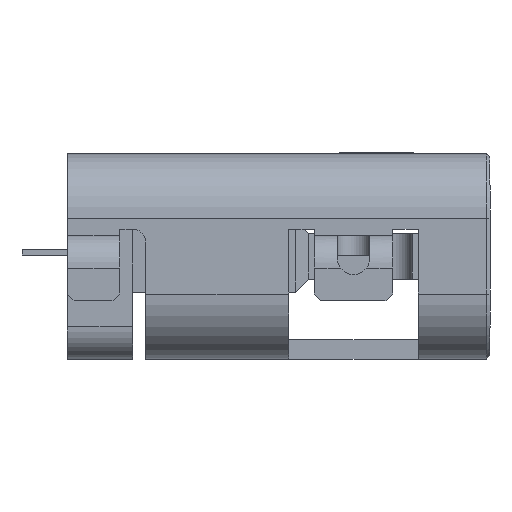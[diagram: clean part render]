
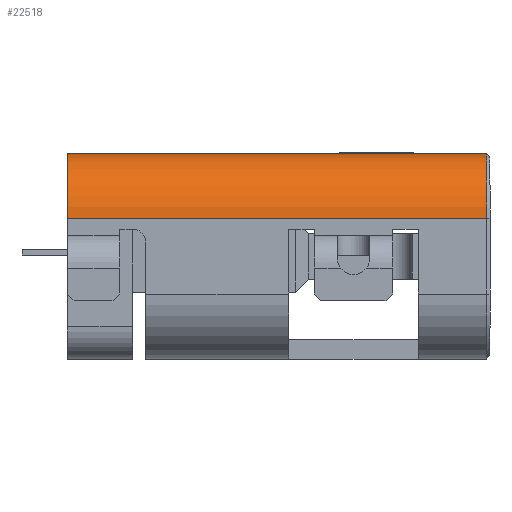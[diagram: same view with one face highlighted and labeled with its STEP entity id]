
A CAD part, left-side view. The second image highlights one B-rep face of the part: STEP entity #22518.
In plain terms, the highlighted cylindrical face has radius 1 mm (diameter 2 mm), a partial arc.
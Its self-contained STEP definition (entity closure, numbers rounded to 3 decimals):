
#444 = VERTEX_POINT ( 'NONE', #9667 ) ;
#1640 = DIRECTION ( 'NONE',  ( 0., -1., 0. ) ) ;
#2970 = CIRCLE ( 'NONE', #16428, 1. ) ;
#6586 = DIRECTION ( 'NONE',  ( 0., 0., -1. ) ) ;
#9322 = DIRECTION ( 'NONE',  ( 0., 1., 0. ) ) ;
#9333 = FACE_OUTER_BOUND ( 'NONE', #15265, .T. ) ;
#9667 = CARTESIAN_POINT ( 'NONE',  ( -4.47, -3.55, 2.16 ) ) ;
#10600 = CARTESIAN_POINT ( 'NONE',  ( -3.47, -0.35, 2.16 ) ) ;
#11607 = ORIENTED_EDGE ( 'NONE', *, *, #15488, .F. ) ;
#13119 = VECTOR ( 'NONE', #28774, 1000. ) ;
#13132 = AXIS2_PLACEMENT_3D ( 'NONE', #10600, #21903, #35619 ) ;
#13748 = VERTEX_POINT ( 'NONE', #26267 ) ;
#13783 = DIRECTION ( 'NONE',  ( 0., -1., 0. ) ) ;
#15265 = EDGE_LOOP ( 'NONE', ( #11607, #22936, #24750, #33277 ) ) ;
#15488 = EDGE_CURVE ( 'NONE', #444, #21344, #22377, .T. ) ;
#16273 = VERTEX_POINT ( 'NONE', #19781 ) ;
#16428 = AXIS2_PLACEMENT_3D ( 'NONE', #26666, #1640, #20438 ) ;
#19781 = CARTESIAN_POINT ( 'NONE',  ( -3.47, -3.55, 3.16 ) ) ;
#20438 = DIRECTION ( 'NONE',  ( 0., 0., 1. ) ) ;
#20801 = CIRCLE ( 'NONE', #23716, 1. ) ;
#21344 = VERTEX_POINT ( 'NONE', #35361 ) ;
#21903 = DIRECTION ( 'NONE',  ( 0., 1., 0. ) ) ;
#22377 = LINE ( 'NONE', #25294, #13119 ) ;
#22518 = ADVANCED_FACE ( 'NONE', ( #9333 ), #34537, .T. ) ;
#22936 = ORIENTED_EDGE ( 'NONE', *, *, #23893, .T. ) ;
#23716 = AXIS2_PLACEMENT_3D ( 'NONE', #26128, #9322, #6586 ) ;
#23893 = EDGE_CURVE ( 'NONE', #444, #16273, #20801, .T. ) ;
#24750 = ORIENTED_EDGE ( 'NONE', *, *, #31533, .F. ) ;
#25294 = CARTESIAN_POINT ( 'NONE',  ( -4.47, 2.9, 2.16 ) ) ;
#26128 = CARTESIAN_POINT ( 'NONE',  ( -3.47, -3.55, 2.16 ) ) ;
#26267 = CARTESIAN_POINT ( 'NONE',  ( -3.47, 2.9, 3.16 ) ) ;
#26666 = CARTESIAN_POINT ( 'NONE',  ( -3.47, 2.9, 2.16 ) ) ;
#27835 = LINE ( 'NONE', #32960, #35031 ) ;
#28774 = DIRECTION ( 'NONE',  ( 0., 1., 0. ) ) ;
#31282 = EDGE_CURVE ( 'NONE', #13748, #21344, #2970, .T. ) ;
#31533 = EDGE_CURVE ( 'NONE', #13748, #16273, #27835, .T. ) ;
#32960 = CARTESIAN_POINT ( 'NONE',  ( -3.47, -3.6, 3.16 ) ) ;
#33277 = ORIENTED_EDGE ( 'NONE', *, *, #31282, .T. ) ;
#34537 = CYLINDRICAL_SURFACE ( 'NONE', #13132, 1. ) ;
#35031 = VECTOR ( 'NONE', #13783, 1000. ) ;
#35361 = CARTESIAN_POINT ( 'NONE',  ( -4.47, 2.9, 2.16 ) ) ;
#35619 = DIRECTION ( 'NONE',  ( 0., 0., -1. ) ) ;
